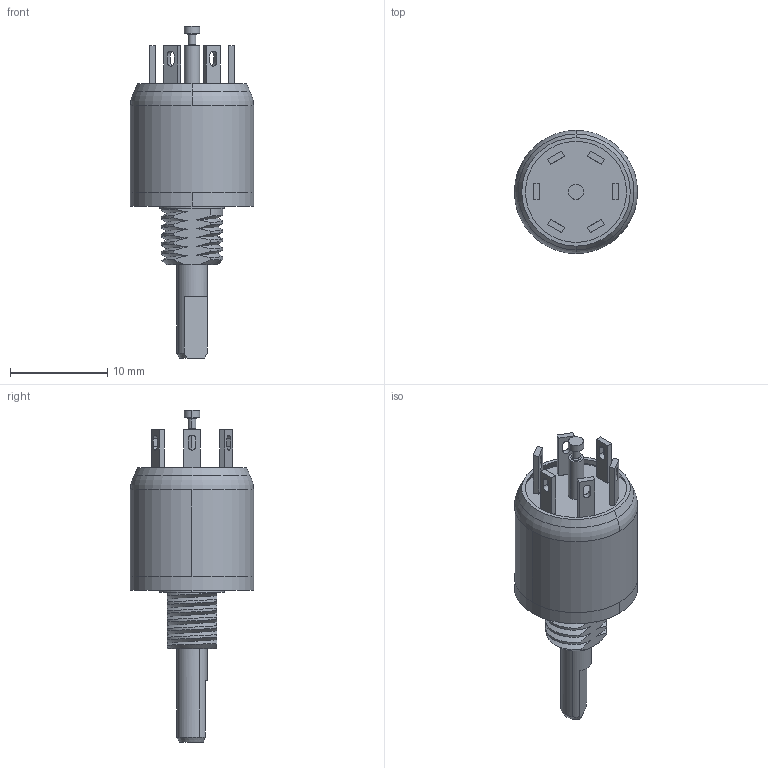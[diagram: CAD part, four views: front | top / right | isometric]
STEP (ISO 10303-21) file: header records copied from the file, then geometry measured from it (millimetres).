
FILE_DESCRIPTION((''),'2;1');
FILE_NAME('50CD60-01-1-AJN_001','2016-11-14T',('erenkor'),(''),'PRO/ENGINEER BY PARAMETRIC TECHNOLOGY CORPORATION, 2011490','PRO/ENGINEER BY PARAMETRIC TECHNOLOGY CORPORATION, 2011490','');
FILE_SCHEMA(('CONFIG_CONTROL_DESIGN'));
Length unit declared in the file: inch
Products named in the file (1): 50CD60-01-1-AJN_001
Bounding box: 12.7 x 12.7 x 34.21 mm (x, y, z)
Surface area: 1341.4 mm2 (no closed solid volume)
Topology: 0 solids, 12 shells, 138 faces, 392 edges, 269 vertices
Faces by surface type: plane 56, cylinder 39, bspline 28, cone 9, torus 6
Entity records: 12105 total; most frequent: CARTESIAN_POINT 8655, ORIENTED_EDGE 714, DIRECTION 617, EDGE_CURVE 392, VERTEX_POINT 269, AXIS2_PLACEMENT_3D 207, VECTOR 203, LINE 203
